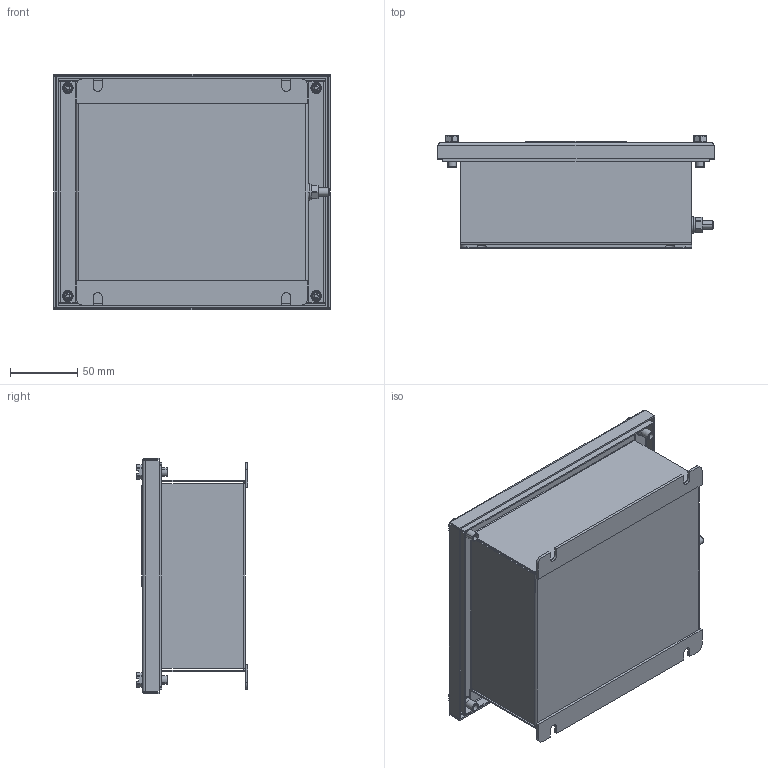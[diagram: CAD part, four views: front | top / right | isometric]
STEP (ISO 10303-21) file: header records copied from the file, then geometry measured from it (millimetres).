
FILE_DESCRIPTION (( 'STEP AP214' ), '1' );
FILE_NAME ('TEF105820XX Junction Box.STEP', '2025-01-20T12:29:32', ( '' ), ( '' ), 'SwSTEP 2.0', 'SolidWorks 2022', '' );
FILE_SCHEMA (( 'AUTOMOTIVE_DESIGN' ));
Length unit declared in the file: millimetre
Products named in the file (1): TEF105820XX Junction Box
Bounding box: 205 x 83 x 175 mm (x, y, z)
Volume: 219412 mm3; surface area: 333197.7 mm2
Topology: 27 solids, 27 shells, 1373 faces, 3401 edges, 2169 vertices
Faces by surface type: plane 863, cylinder 219, bspline 182, cone 97, torus 12
Entity records: 63799 total; most frequent: CARTESIAN_POINT 16797, ORIENTED_EDGE 6778, DIRECTION 5870, EDGE_CURVE 3389, VECTOR 2358, LINE 2358, VERTEX_POINT 2169, AXIS2_PLACEMENT_3D 1756
